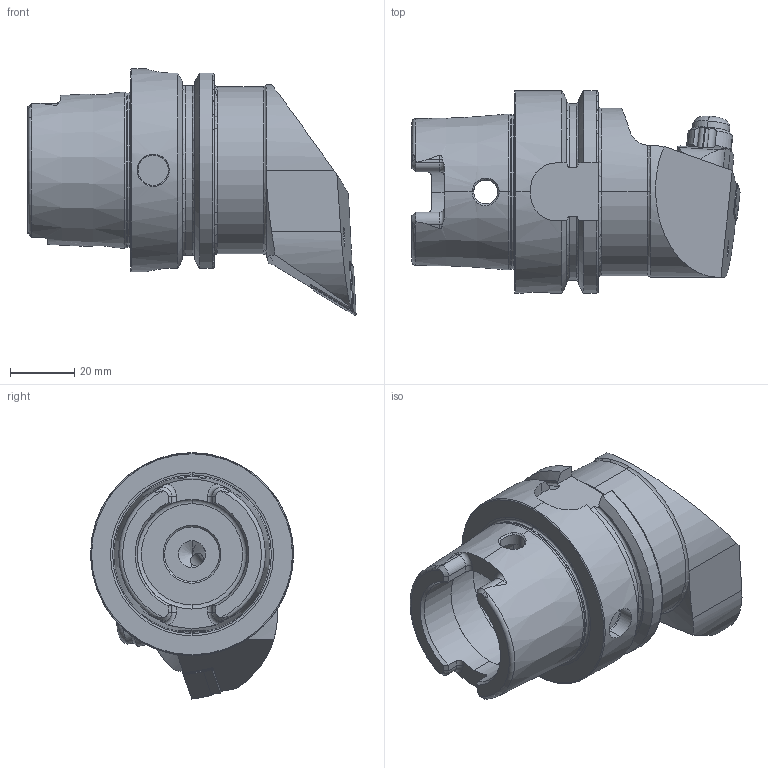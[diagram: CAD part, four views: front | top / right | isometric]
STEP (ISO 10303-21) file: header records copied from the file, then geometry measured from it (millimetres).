
FILE_DESCRIPTION (( 'STEP AP214' ), '1' );
FILE_NAME ('HA6.KDF.RUA.070.STEP', '2023-09-15T11:51:55', ( '' ), ( '' ), 'SwSTEP 2.0', 'SolidWorks 2017', '' );
FILE_SCHEMA (( 'AUTOMOTIVE_DESIGN' ));
Length unit declared in the file: millimetre
Products named in the file (11): KVT_MB_600_050; HA6-KDF.RUA.070_D; WCC-ER5.102.012_B; HA6.KDF.RUA.070; WCC-ER2.001.010_A; WCC-ER4.103.032_A; WDF-ER2.101.003_A; WCC-ER5.102.005_A; DNMG150604; WCC-ER3.102.024_C; ISO 13337 - 3 x 12_PreviewCfg
Assembly tree (11 placements, depth 2):
  HA6.KDF.RUA.070
    HA6-KDF.RUA.070_D
    WDF-ER2.101.003_A
    WCC-ER2.001.010_A
    DNMG150604
    WCC-ER3.102.024_C
    WCC-ER5.102.005_A  x2
    WCC-ER4.103.032_A
    WCC-ER5.102.012_B
    KVT_MB_600_050
    ISO 13337 - 3 x 12_PreviewCfg
Bounding box: 101.9 x 63 x 76.5 mm (x, y, z)
Volume: 151369.8 mm3; surface area: 35391.7 mm2
Topology: 12 solids, 12 shells, 477 faces, 1192 edges, 724 vertices
Faces by surface type: cylinder 153, plane 126, cone 113, torus 67, bspline 16, sphere 2
Entity records: 16902 total; most frequent: CARTESIAN_POINT 5142, ORIENTED_EDGE 2326, DIRECTION 2285, EDGE_CURVE 1163, AXIS2_PLACEMENT_3D 918, VERTEX_POINT 717, EDGE_LOOP 502, ADVANCED_FACE 473
